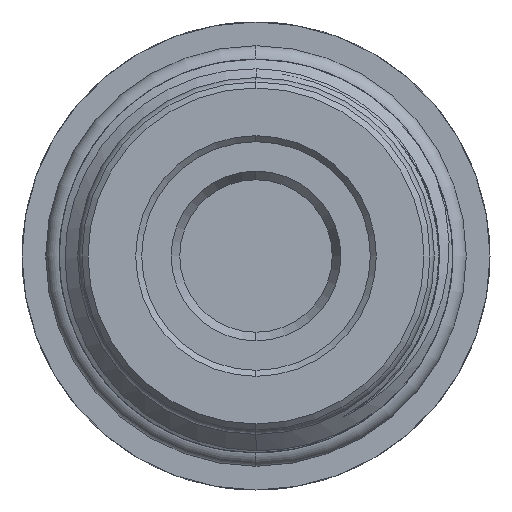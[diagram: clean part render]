
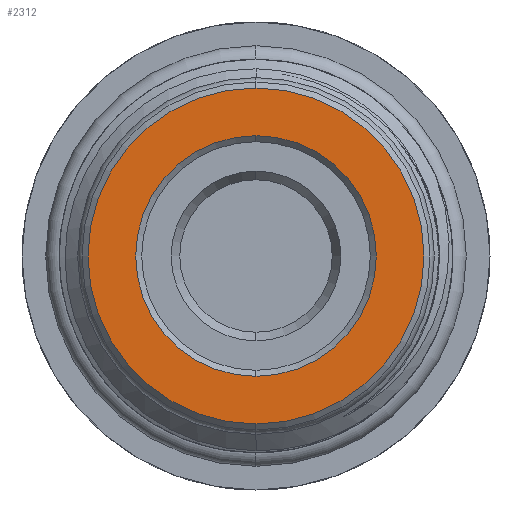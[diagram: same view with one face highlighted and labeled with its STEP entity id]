
A CAD part, left-side view. The second image highlights one B-rep face of the part: STEP entity #2312.
In plain terms, the highlighted planar face has unit normal (-1, 0, 0).
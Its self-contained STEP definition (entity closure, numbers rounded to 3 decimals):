
#211 = EDGE_LOOP ( 'NONE', ( #5804, #15099 ) ) ;
#294 = CARTESIAN_POINT ( 'NONE',  ( 0., 0., 0. ) ) ;
#530 = CARTESIAN_POINT ( 'NONE',  ( 0., 0., -10.025 ) ) ;
#1580 = CARTESIAN_POINT ( 'NONE',  ( 0., 0., 0. ) ) ;
#2122 = FACE_OUTER_BOUND ( 'NONE', #7650, .T. ) ;
#2312 = ADVANCED_FACE ( 'NONE', ( #4313, #2122 ), #5765, .F. ) ;
#2658 = DIRECTION ( 'NONE',  ( 0., 0., -1. ) ) ;
#3297 = AXIS2_PLACEMENT_3D ( 'NONE', #3976, #5473, #6505 ) ;
#3417 = EDGE_CURVE ( 'NONE', #5024, #13463, #7323, .T. ) ;
#3976 = CARTESIAN_POINT ( 'NONE',  ( 0., 0., 0. ) ) ;
#4166 = CIRCLE ( 'NONE', #14964, 14. ) ;
#4313 = FACE_BOUND ( 'NONE', #211, .T. ) ;
#4543 = CARTESIAN_POINT ( 'NONE',  ( 0., 0., 0. ) ) ;
#4706 = ORIENTED_EDGE ( 'NONE', *, *, #3417, .T. ) ;
#5024 = VERTEX_POINT ( 'NONE', #7670 ) ;
#5222 = ORIENTED_EDGE ( 'NONE', *, *, #11059, .T. ) ;
#5473 = DIRECTION ( 'NONE',  ( 1., 0., 0. ) ) ;
#5659 = CARTESIAN_POINT ( 'NONE',  ( 0., 0., 0. ) ) ;
#5765 = PLANE ( 'NONE',  #16263 ) ;
#5804 = ORIENTED_EDGE ( 'NONE', *, *, #12802, .T. ) ;
#6264 = CARTESIAN_POINT ( 'NONE',  ( 0., 0., 14. ) ) ;
#6505 = DIRECTION ( 'NONE',  ( 0., 0., -1. ) ) ;
#6878 = VERTEX_POINT ( 'NONE', #11419 ) ;
#7323 = CIRCLE ( 'NONE', #13599, 14. ) ;
#7585 = EDGE_CURVE ( 'NONE', #11864, #6878, #15261, .T. ) ;
#7650 = EDGE_LOOP ( 'NONE', ( #4706, #5222 ) ) ;
#7670 = CARTESIAN_POINT ( 'NONE',  ( 0., 0., -14. ) ) ;
#7885 = DIRECTION ( 'NONE',  ( -1., 0., 0. ) ) ;
#8318 = DIRECTION ( 'NONE',  ( 0., 0., -1. ) ) ;
#9506 = DIRECTION ( 'NONE',  ( 0., 0., -1. ) ) ;
#10486 = DIRECTION ( 'NONE',  ( 1., 0., 0. ) ) ;
#10776 = CIRCLE ( 'NONE', #11722, 10.025 ) ;
#11059 = EDGE_CURVE ( 'NONE', #13463, #5024, #4166, .T. ) ;
#11419 = CARTESIAN_POINT ( 'NONE',  ( 0., 0., 10.025 ) ) ;
#11722 = AXIS2_PLACEMENT_3D ( 'NONE', #1580, #10486, #2658 ) ;
#11864 = VERTEX_POINT ( 'NONE', #530 ) ;
#12229 = DIRECTION ( 'NONE',  ( 1., 0., 0. ) ) ;
#12802 = EDGE_CURVE ( 'NONE', #6878, #11864, #10776, .T. ) ;
#13050 = DIRECTION ( 'NONE',  ( 0., 0., -1. ) ) ;
#13463 = VERTEX_POINT ( 'NONE', #6264 ) ;
#13599 = AXIS2_PLACEMENT_3D ( 'NONE', #5659, #14496, #8318 ) ;
#14496 = DIRECTION ( 'NONE',  ( -1., 0., 0. ) ) ;
#14964 = AXIS2_PLACEMENT_3D ( 'NONE', #294, #7885, #13050 ) ;
#15099 = ORIENTED_EDGE ( 'NONE', *, *, #7585, .T. ) ;
#15261 = CIRCLE ( 'NONE', #3297, 10.025 ) ;
#16263 = AXIS2_PLACEMENT_3D ( 'NONE', #4543, #12229, #9506 ) ;
